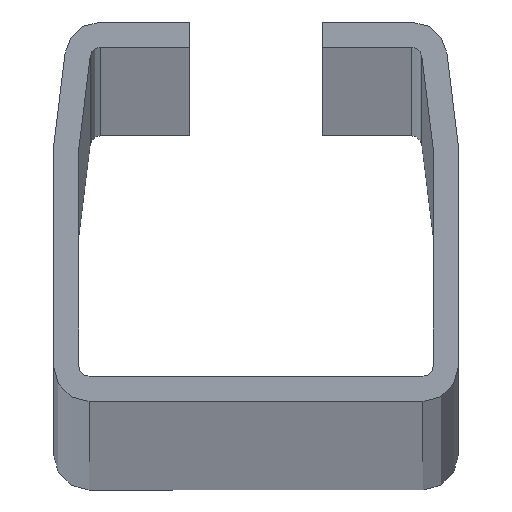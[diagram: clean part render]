
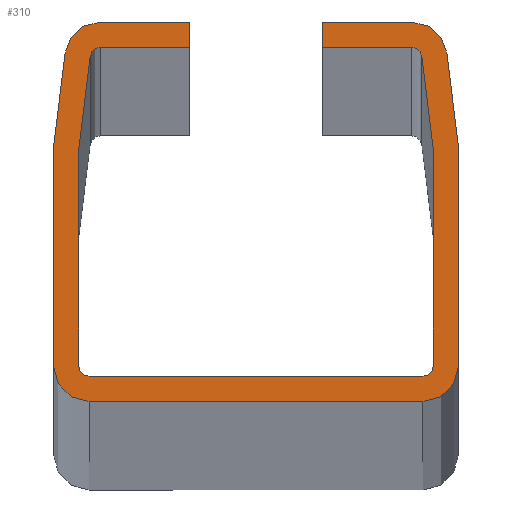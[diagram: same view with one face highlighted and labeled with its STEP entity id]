
A CAD part, top view. The second image highlights one B-rep face of the part: STEP entity #310.
In plain terms, the highlighted planar face has unit normal (0, 0, 1).
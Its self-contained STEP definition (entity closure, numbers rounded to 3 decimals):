
#310=ADVANCED_FACE('',(#524),#526,.T.);
#524=FACE_BOUND('',#525,.T.);
#525=EDGE_LOOP('',(#650,#651,#652,#653,#654,#655,#656,#657,#658,#659,#660,#661,#662,
#663,#664,#665,#666,#667,#668,#669,#670,#671,#672,#673,#674,#675,#676,#677));
#526=PLANE('',#527);
#527=AXIS2_PLACEMENT_3D('',#528,#529,#530);
#528=CARTESIAN_POINT('',(0.,0.,4000.));
#529=DIRECTION('',(0.,0.,1.));
#530=DIRECTION('',(1.,0.,0.));
#650=ORIENTED_EDGE('',*,*,#708,.T.);
#651=ORIENTED_EDGE('',*,*,#712,.T.);
#652=ORIENTED_EDGE('',*,*,#715,.T.);
#653=ORIENTED_EDGE('',*,*,#718,.T.);
#654=ORIENTED_EDGE('',*,*,#721,.T.);
#655=ORIENTED_EDGE('',*,*,#724,.T.);
#656=ORIENTED_EDGE('',*,*,#727,.T.);
#657=ORIENTED_EDGE('',*,*,#730,.T.);
#658=ORIENTED_EDGE('',*,*,#733,.T.);
#659=ORIENTED_EDGE('',*,*,#736,.T.);
#660=ORIENTED_EDGE('',*,*,#739,.T.);
#661=ORIENTED_EDGE('',*,*,#742,.T.);
#662=ORIENTED_EDGE('',*,*,#745,.T.);
#663=ORIENTED_EDGE('',*,*,#748,.T.);
#664=ORIENTED_EDGE('',*,*,#751,.T.);
#665=ORIENTED_EDGE('',*,*,#754,.T.);
#666=ORIENTED_EDGE('',*,*,#757,.T.);
#667=ORIENTED_EDGE('',*,*,#760,.T.);
#668=ORIENTED_EDGE('',*,*,#763,.T.);
#669=ORIENTED_EDGE('',*,*,#766,.T.);
#670=ORIENTED_EDGE('',*,*,#769,.T.);
#671=ORIENTED_EDGE('',*,*,#772,.T.);
#672=ORIENTED_EDGE('',*,*,#775,.T.);
#673=ORIENTED_EDGE('',*,*,#778,.T.);
#674=ORIENTED_EDGE('',*,*,#781,.T.);
#675=ORIENTED_EDGE('',*,*,#784,.T.);
#676=ORIENTED_EDGE('',*,*,#787,.T.);
#677=ORIENTED_EDGE('',*,*,#789,.T.);
#708=EDGE_CURVE('',#795,#793,#796,.T.);
#712=EDGE_CURVE('',#793,#800,#802,.T.);
#715=EDGE_CURVE('',#800,#805,#807,.T.);
#718=EDGE_CURVE('',#805,#810,#812,.T.);
#721=EDGE_CURVE('',#810,#815,#817,.T.);
#724=EDGE_CURVE('',#815,#820,#822,.T.);
#727=EDGE_CURVE('',#820,#825,#827,.T.);
#730=EDGE_CURVE('',#825,#830,#832,.T.);
#733=EDGE_CURVE('',#830,#835,#837,.T.);
#736=EDGE_CURVE('',#835,#840,#842,.T.);
#739=EDGE_CURVE('',#840,#845,#847,.T.);
#742=EDGE_CURVE('',#845,#850,#852,.T.);
#745=EDGE_CURVE('',#850,#855,#857,.T.);
#748=EDGE_CURVE('',#855,#860,#862,.T.);
#751=EDGE_CURVE('',#860,#865,#867,.T.);
#754=EDGE_CURVE('',#865,#870,#872,.T.);
#757=EDGE_CURVE('',#870,#875,#877,.T.);
#760=EDGE_CURVE('',#875,#880,#882,.T.);
#763=EDGE_CURVE('',#880,#885,#887,.T.);
#766=EDGE_CURVE('',#885,#890,#892,.T.);
#769=EDGE_CURVE('',#890,#895,#897,.T.);
#772=EDGE_CURVE('',#895,#900,#902,.T.);
#775=EDGE_CURVE('',#900,#905,#907,.T.);
#778=EDGE_CURVE('',#905,#910,#912,.T.);
#781=EDGE_CURVE('',#910,#915,#917,.T.);
#784=EDGE_CURVE('',#915,#920,#922,.T.);
#787=EDGE_CURVE('',#920,#925,#927,.T.);
#789=EDGE_CURVE('',#925,#795,#929,.T.);
#793=VERTEX_POINT('',#935);
#795=VERTEX_POINT('',#939);
#796=LINE('',#940,#941);
#800=VERTEX_POINT('',#951);
#802=CIRCLE('',#955,0.8);
#805=VERTEX_POINT('',#963);
#807=LINE('',#967,#968);
#810=VERTEX_POINT('',#974);
#812=LINE('',#978,#979);
#815=VERTEX_POINT('',#985);
#817=LINE('',#989,#990);
#820=VERTEX_POINT('',#997);
#822=CIRCLE('',#1001,2.8);
#825=VERTEX_POINT('',#1009);
#827=LINE('',#1013,#1014);
#830=VERTEX_POINT('',#1021);
#832=CIRCLE('',#1025,2.8);
#835=VERTEX_POINT('',#1033);
#837=LINE('',#1037,#1038);
#840=VERTEX_POINT('',#1045);
#842=CIRCLE('',#1049,2.8);
#845=VERTEX_POINT('',#1057);
#847=LINE('',#1061,#1062);
#850=VERTEX_POINT('',#1069);
#852=CIRCLE('',#1073,2.8);
#855=VERTEX_POINT('',#1081);
#857=LINE('',#1085,#1086);
#860=VERTEX_POINT('',#1093);
#862=CIRCLE('',#1097,2.8);
#865=VERTEX_POINT('',#1105);
#867=LINE('',#1109,#1110);
#870=VERTEX_POINT('',#1117);
#872=CIRCLE('',#1121,2.8);
#875=VERTEX_POINT('',#1129);
#877=LINE('',#1133,#1134);
#880=VERTEX_POINT('',#1140);
#882=LINE('',#1144,#1145);
#885=VERTEX_POINT('',#1151);
#887=LINE('',#1155,#1156);
#890=VERTEX_POINT('',#1163);
#892=CIRCLE('',#1167,0.8);
#895=VERTEX_POINT('',#1175);
#897=LINE('',#1179,#1180);
#900=VERTEX_POINT('',#1187);
#902=CIRCLE('',#1191,0.8);
#905=VERTEX_POINT('',#1199);
#907=LINE('',#1203,#1204);
#910=VERTEX_POINT('',#1211);
#912=CIRCLE('',#1215,0.8);
#915=VERTEX_POINT('',#1223);
#917=LINE('',#1227,#1228);
#920=VERTEX_POINT('',#1235);
#922=CIRCLE('',#1239,0.8);
#925=VERTEX_POINT('',#1247);
#927=LINE('',#1251,#1252);
#929=CIRCLE('',#1258,0.8);
#935=CARTESIAN_POINT('',(-13.11,27.297,4000.));
#939=CARTESIAN_POINT('',(-13.994,20.097,4000.));
#940=CARTESIAN_POINT('',(-13.994,20.097,4000.));
#941=VECTOR('',#942,1.);
#942=DIRECTION('',(0.122,0.993,0.));
#951=CARTESIAN_POINT('',(-12.316,28.,4000.));
#955=AXIS2_PLACEMENT_3D('',#956,#957,#958);
#956=CARTESIAN_POINT('',(-12.316,27.2,4000.));
#957=DIRECTION('',(0.,0.,-1.));
#958=DIRECTION('',(-0.993,0.122,0.));
#963=CARTESIAN_POINT('',(-5.242,28.,4000.));
#967=CARTESIAN_POINT('',(-12.316,28.,4000.));
#968=VECTOR('',#969,1.);
#969=DIRECTION('',(1.,0.,0.));
#974=CARTESIAN_POINT('',(-5.242,30.,4000.));
#978=CARTESIAN_POINT('',(-5.242,28.,4000.));
#979=VECTOR('',#980,1.);
#980=DIRECTION('',(0.,1.,0.));
#985=CARTESIAN_POINT('',(-12.316,30.,4000.));
#989=CARTESIAN_POINT('',(-5.242,30.,4000.));
#990=VECTOR('',#991,1.);
#991=DIRECTION('',(-1.,0.,0.));
#997=CARTESIAN_POINT('',(-15.095,27.541,4000.));
#1001=AXIS2_PLACEMENT_3D('',#1002,#1003,#1004);
#1002=CARTESIAN_POINT('',(-12.316,27.2,4000.));
#1003=DIRECTION('',(0.,0.,1.));
#1004=DIRECTION('',(0.,1.,0.));
#1009=CARTESIAN_POINT('',(-15.979,20.341,4000.));
#1013=CARTESIAN_POINT('',(-15.095,27.541,4000.));
#1014=VECTOR('',#1015,1.);
#1015=DIRECTION('',(-0.122,-0.993,0.));
#1021=CARTESIAN_POINT('',(-16.,20.,4000.));
#1025=AXIS2_PLACEMENT_3D('',#1026,#1027,#1028);
#1026=CARTESIAN_POINT('',(-13.2,20.,4000.));
#1027=DIRECTION('',(0.,0.,1.));
#1028=DIRECTION('',(-0.993,0.122,0.));
#1033=CARTESIAN_POINT('',(-16.,2.8,4000.));
#1037=CARTESIAN_POINT('',(-16.,20.,4000.));
#1038=VECTOR('',#1039,1.);
#1039=DIRECTION('',(0.,-1.,0.));
#1045=CARTESIAN_POINT('',(-13.2,0.,4000.));
#1049=AXIS2_PLACEMENT_3D('',#1050,#1051,#1052);
#1050=CARTESIAN_POINT('',(-13.2,2.8,4000.));
#1051=DIRECTION('',(0.,0.,1.));
#1052=DIRECTION('',(-1.,0.,0.));
#1057=CARTESIAN_POINT('',(13.2,0.,4000.));
#1061=CARTESIAN_POINT('',(-13.2,0.,4000.));
#1062=VECTOR('',#1063,1.);
#1063=DIRECTION('',(1.,0.,0.));
#1069=CARTESIAN_POINT('',(16.,2.8,4000.));
#1073=AXIS2_PLACEMENT_3D('',#1074,#1075,#1076);
#1074=CARTESIAN_POINT('',(13.2,2.8,4000.));
#1075=DIRECTION('',(0.,0.,1.));
#1076=DIRECTION('',(0.,-1.,0.));
#1081=CARTESIAN_POINT('',(16.,20.,4000.));
#1085=CARTESIAN_POINT('',(16.,2.8,4000.));
#1086=VECTOR('',#1087,1.);
#1087=DIRECTION('',(0.,1.,0.));
#1093=CARTESIAN_POINT('',(15.979,20.341,4000.));
#1097=AXIS2_PLACEMENT_3D('',#1098,#1099,#1100);
#1098=CARTESIAN_POINT('',(13.2,20.,4000.));
#1099=DIRECTION('',(0.,0.,1.));
#1100=DIRECTION('',(1.,0.,0.));
#1105=CARTESIAN_POINT('',(15.095,27.541,4000.));
#1109=CARTESIAN_POINT('',(15.979,20.341,4000.));
#1110=VECTOR('',#1111,1.);
#1111=DIRECTION('',(-0.122,0.993,0.));
#1117=CARTESIAN_POINT('',(12.316,30.,4000.));
#1121=AXIS2_PLACEMENT_3D('',#1122,#1123,#1124);
#1122=CARTESIAN_POINT('',(12.316,27.2,4000.));
#1123=DIRECTION('',(0.,0.,1.));
#1124=DIRECTION('',(0.993,0.122,0.));
#1129=CARTESIAN_POINT('',(5.242,30.,4000.));
#1133=CARTESIAN_POINT('',(12.316,30.,4000.));
#1134=VECTOR('',#1135,1.);
#1135=DIRECTION('',(-1.,0.,0.));
#1140=CARTESIAN_POINT('',(5.242,28.,4000.));
#1144=CARTESIAN_POINT('',(5.242,30.,4000.));
#1145=VECTOR('',#1146,1.);
#1146=DIRECTION('',(0.,-1.,0.));
#1151=CARTESIAN_POINT('',(12.316,28.,4000.));
#1155=CARTESIAN_POINT('',(5.242,28.,4000.));
#1156=VECTOR('',#1157,1.);
#1157=DIRECTION('',(1.,0.,0.));
#1163=CARTESIAN_POINT('',(13.11,27.297,4000.));
#1167=AXIS2_PLACEMENT_3D('',#1168,#1169,#1170);
#1168=CARTESIAN_POINT('',(12.316,27.2,4000.));
#1169=DIRECTION('',(0.,0.,-1.));
#1170=DIRECTION('',(0.,1.,0.));
#1175=CARTESIAN_POINT('',(13.994,20.097,4000.));
#1179=CARTESIAN_POINT('',(13.11,27.297,4000.));
#1180=VECTOR('',#1181,1.);
#1181=DIRECTION('',(0.122,-0.993,0.));
#1187=CARTESIAN_POINT('',(14.,20.,4000.));
#1191=AXIS2_PLACEMENT_3D('',#1192,#1193,#1194);
#1192=CARTESIAN_POINT('',(13.2,20.,4000.));
#1193=DIRECTION('',(0.,0.,-1.));
#1194=DIRECTION('',(0.993,0.122,0.));
#1199=CARTESIAN_POINT('',(14.,2.8,4000.));
#1203=CARTESIAN_POINT('',(14.,20.,4000.));
#1204=VECTOR('',#1205,1.);
#1205=DIRECTION('',(0.,-1.,0.));
#1211=CARTESIAN_POINT('',(13.2,2.,4000.));
#1215=AXIS2_PLACEMENT_3D('',#1216,#1217,#1218);
#1216=CARTESIAN_POINT('',(13.2,2.8,4000.));
#1217=DIRECTION('',(0.,0.,-1.));
#1218=DIRECTION('',(1.,0.,0.));
#1223=CARTESIAN_POINT('',(-13.2,2.,4000.));
#1227=CARTESIAN_POINT('',(13.2,2.,4000.));
#1228=VECTOR('',#1229,1.);
#1229=DIRECTION('',(-1.,0.,0.));
#1235=CARTESIAN_POINT('',(-14.,2.8,4000.));
#1239=AXIS2_PLACEMENT_3D('',#1240,#1241,#1242);
#1240=CARTESIAN_POINT('',(-13.2,2.8,4000.));
#1241=DIRECTION('',(0.,0.,-1.));
#1242=DIRECTION('',(0.,-1.,0.));
#1247=CARTESIAN_POINT('',(-14.,20.,4000.));
#1251=CARTESIAN_POINT('',(-14.,2.8,4000.));
#1252=VECTOR('',#1253,1.);
#1253=DIRECTION('',(0.,1.,0.));
#1258=AXIS2_PLACEMENT_3D('',#1259,#1260,#1261);
#1259=CARTESIAN_POINT('',(-13.2,20.,4000.));
#1260=DIRECTION('',(0.,0.,-1.));
#1261=DIRECTION('',(-1.,0.,0.));
